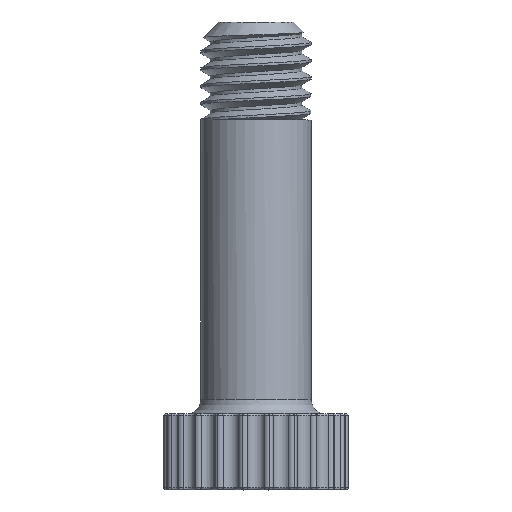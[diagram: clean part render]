
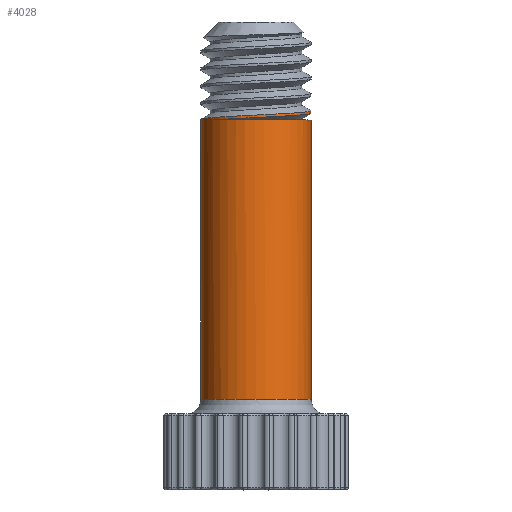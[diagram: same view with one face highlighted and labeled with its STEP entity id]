
A CAD part, top view. The second image highlights one B-rep face of the part: STEP entity #4028.
In plain terms, the highlighted cylindrical face has radius 5.621 mm (diameter 11.242 mm), a full revolution.
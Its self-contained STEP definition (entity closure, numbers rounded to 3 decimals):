
#378=FACE_OUTER_BOUND('',#662,.T.);
#662=EDGE_LOOP('',(#2593,#2594,#2595,#2596,#2597,#2598,#2599,#2600,#2601));
#947=CIRCLE('',#4327,5.621);
#948=CIRCLE('',#4328,5.621);
#949=CIRCLE('',#4329,5.621);
#1310=B_SPLINE_CURVE_WITH_KNOTS('',3,(#6366,#6367,#6368,#6369,#6370,#6371,
#6372,#6373,#6374,#6375,#6376,#6377,#6378,#6379,#6380,#6381,#6382,#6383,
#6384,#6385,#6386,#6387,#6388,#6389,#6390,#6391,#6392,#6393,#6394,#6395,
#6396,#6397,#6398,#6399),.UNSPECIFIED.,.F.,.F.,(4,3,3,3,3,3,3,3,3,3,3,4),
(-8.581,-8.332,-7.811,-7.03,
-6.249,-5.468,-4.687,-4.101,
-3.515,-2.929,-2.343,-2.297),
 .UNSPECIFIED.);
#1311=B_SPLINE_CURVE_WITH_KNOTS('',3,(#6406,#6407,#6408,#6409),
 .UNSPECIFIED.,.F.,.F.,(4,4),(-2.297,-2.07),
 .UNSPECIFIED.);
#1312=B_SPLINE_CURVE_WITH_KNOTS('',3,(#6412,#6413,#6414,#6415,#6416,#6417,
#6418,#6419,#6420,#6421,#6422,#6423,#6424,#6425,#6426,#6427,#6428,#6429,
#6430,#6431,#6432,#6433,#6434,#6435,#6436,#6437,#6438,#6439),
 .UNSPECIFIED.,.F.,.F.,(4,3,3,3,3,3,3,3,3,4),(0.,0.623,1.246,
1.868,2.491,3.114,3.737,4.36,
4.982,5.607),.UNSPECIFIED.);
#1338=LINE('',#6364,#1438);
#1339=LINE('',#6401,#1439);
#1438=VECTOR('',#4974,5.621);
#1439=VECTOR('',#4975,5.621);
#1538=VERTEX_POINT('',#6362);
#1539=VERTEX_POINT('',#6363);
#1540=VERTEX_POINT('',#6365);
#1541=VERTEX_POINT('',#6400);
#1542=VERTEX_POINT('',#6402);
#1543=VERTEX_POINT('',#6405);
#1544=VERTEX_POINT('',#6410);
#1925=EDGE_CURVE('',#1538,#1539,#1338,.T.);
#1926=EDGE_CURVE('',#1538,#1540,#1310,.T.);
#1927=EDGE_CURVE('',#1540,#1541,#1339,.T.);
#1928=EDGE_CURVE('',#1542,#1541,#947,.T.);
#1929=EDGE_CURVE('',#1541,#1542,#948,.T.);
#1930=EDGE_CURVE('',#1540,#1543,#1311,.T.);
#1931=EDGE_CURVE('',#1543,#1544,#949,.T.);
#1932=EDGE_CURVE('',#1544,#1539,#1312,.T.);
#2593=ORIENTED_EDGE('',*,*,#1925,.F.);
#2594=ORIENTED_EDGE('',*,*,#1926,.T.);
#2595=ORIENTED_EDGE('',*,*,#1927,.T.);
#2596=ORIENTED_EDGE('',*,*,#1928,.F.);
#2597=ORIENTED_EDGE('',*,*,#1929,.F.);
#2598=ORIENTED_EDGE('',*,*,#1927,.F.);
#2599=ORIENTED_EDGE('',*,*,#1930,.T.);
#2600=ORIENTED_EDGE('',*,*,#1931,.T.);
#2601=ORIENTED_EDGE('',*,*,#1932,.T.);
#3929=CYLINDRICAL_SURFACE('',#4326,5.621);
#4028=ADVANCED_FACE('',(#378),#3929,.T.);
#4326=AXIS2_PLACEMENT_3D('',#6361,#4972,#4973);
#4327=AXIS2_PLACEMENT_3D('',#6403,#4976,#4977);
#4328=AXIS2_PLACEMENT_3D('',#6404,#4978,#4979);
#4329=AXIS2_PLACEMENT_3D('',#6411,#4980,#4981);
#4972=DIRECTION('center_axis',(0.,1.,0.));
#4973=DIRECTION('ref_axis',(1.,0.,0.));
#4974=DIRECTION('',(0.,-1.,0.));
#4975=DIRECTION('',(0.,-1.,0.));
#4976=DIRECTION('center_axis',(0.,-1.,0.));
#4977=DIRECTION('ref_axis',(1.,0.,0.));
#4978=DIRECTION('center_axis',(0.,-1.,0.));
#4979=DIRECTION('ref_axis',(1.,0.,0.));
#4980=DIRECTION('center_axis',(0.,-1.,0.));
#4981=DIRECTION('ref_axis',(1.,0.,0.));
#6361=CARTESIAN_POINT('Origin',(-0.184,0.,0.438));
#6362=CARTESIAN_POINT('',(-5.804,31.813,0.438));
#6363=CARTESIAN_POINT('',(-5.804,31.562,0.44));
#6364=CARTESIAN_POINT('',(-5.805,0.,0.438));
#6365=CARTESIAN_POINT('',(-5.806,30.063,0.438));
#6366=CARTESIAN_POINT('Ctrl Pts',(-5.804,31.813,0.438));
#6367=CARTESIAN_POINT('Ctrl Pts',(-5.804,31.79,-0.027));
#6368=CARTESIAN_POINT('Ctrl Pts',(-5.747,31.767,-0.493));
#6369=CARTESIAN_POINT('Ctrl Pts',(-5.632,31.744,-0.945));
#6370=CARTESIAN_POINT('Ctrl Pts',(-5.393,31.696,-1.891));
#6371=CARTESIAN_POINT('Ctrl Pts',(-4.903,31.647,-2.775));
#6372=CARTESIAN_POINT('Ctrl Pts',(-4.224,31.599,-3.474));
#6373=CARTESIAN_POINT('Ctrl Pts',(-3.204,31.527,-4.522));
#6374=CARTESIAN_POINT('Ctrl Pts',(-1.758,31.454,-5.154));
#6375=CARTESIAN_POINT('Ctrl Pts',(-0.298,31.382,-5.185));
#6376=CARTESIAN_POINT('Ctrl Pts',(1.162,31.309,-5.215));
#6377=CARTESIAN_POINT('Ctrl Pts',(2.636,31.236,-4.644));
#6378=CARTESIAN_POINT('Ctrl Pts',(3.694,31.164,-3.636));
#6379=CARTESIAN_POINT('Ctrl Pts',(4.753,31.091,-2.628));
#6380=CARTESIAN_POINT('Ctrl Pts',(5.396,31.019,-1.183));
#6381=CARTESIAN_POINT('Ctrl Pts',(5.438,30.946,0.276));
#6382=CARTESIAN_POINT('Ctrl Pts',(5.479,30.874,1.736));
#6383=CARTESIAN_POINT('Ctrl Pts',(4.919,30.801,3.211));
#6384=CARTESIAN_POINT('Ctrl Pts',(3.922,30.729,4.28));
#6385=CARTESIAN_POINT('Ctrl Pts',(3.174,30.674,5.082));
#6386=CARTESIAN_POINT('Ctrl Pts',(2.18,30.62,5.655));
#6387=CARTESIAN_POINT('Ctrl Pts',(1.112,30.566,5.908));
#6388=CARTESIAN_POINT('Ctrl Pts',(0.044,30.511,6.161));
#6389=CARTESIAN_POINT('Ctrl Pts',(-1.099,30.457,6.092));
#6390=CARTESIAN_POINT('Ctrl Pts',(-2.128,30.403,5.713));
#6391=CARTESIAN_POINT('Ctrl Pts',(-3.157,30.348,5.334));
#6392=CARTESIAN_POINT('Ctrl Pts',(-4.073,30.294,4.644));
#6393=CARTESIAN_POINT('Ctrl Pts',(-4.721,30.239,3.758));
#6394=CARTESIAN_POINT('Ctrl Pts',(-5.369,30.185,2.873));
#6395=CARTESIAN_POINT('Ctrl Pts',(-5.75,30.131,1.793));
#6396=CARTESIAN_POINT('Ctrl Pts',(-5.8,30.076,0.697));
#6397=CARTESIAN_POINT('Ctrl Pts',(-5.804,30.072,0.611));
#6398=CARTESIAN_POINT('Ctrl Pts',(-5.806,30.068,0.524));
#6399=CARTESIAN_POINT('Ctrl Pts',(-5.806,30.063,0.438));
#6400=CARTESIAN_POINT('',(-5.805,1.5,0.438));
#6401=CARTESIAN_POINT('',(-5.805,0.,0.438));
#6402=CARTESIAN_POINT('',(-0.184,1.5,6.059));
#6403=CARTESIAN_POINT('Origin',(-0.184,1.5,0.438));
#6404=CARTESIAN_POINT('Origin',(-0.184,1.5,0.438));
#6405=CARTESIAN_POINT('',(-5.659,30.,-0.83));
#6406=CARTESIAN_POINT('Ctrl Pts',(-5.806,30.063,0.438));
#6407=CARTESIAN_POINT('Ctrl Pts',(-5.805,30.042,0.012));
#6408=CARTESIAN_POINT('Ctrl Pts',(-5.755,30.021,-0.414));
#6409=CARTESIAN_POINT('Ctrl Pts',(-5.659,30.,-0.83));
#6410=CARTESIAN_POINT('',(-4.568,30.,3.956));
#6411=CARTESIAN_POINT('Origin',(-0.184,30.,0.438));
#6412=CARTESIAN_POINT('Ctrl Pts',(-4.568,30.,3.956));
#6413=CARTESIAN_POINT('Ctrl Pts',(-3.837,30.058,4.867));
#6414=CARTESIAN_POINT('Ctrl Pts',(-2.816,30.116,5.541));
#6415=CARTESIAN_POINT('Ctrl Pts',(-1.693,30.173,5.854));
#6416=CARTESIAN_POINT('Ctrl Pts',(-0.57,30.231,6.167));
#6417=CARTESIAN_POINT('Ctrl Pts',(0.655,30.289,6.118));
#6418=CARTESIAN_POINT('Ctrl Pts',(1.75,30.347,5.717));
#6419=CARTESIAN_POINT('Ctrl Pts',(2.845,30.405,5.316));
#6420=CARTESIAN_POINT('Ctrl Pts',(3.811,30.463,4.563));
#6421=CARTESIAN_POINT('Ctrl Pts',(4.466,30.52,3.598));
#6422=CARTESIAN_POINT('Ctrl Pts',(5.121,30.578,2.634));
#6423=CARTESIAN_POINT('Ctrl Pts',(5.466,30.636,1.458));
#6424=CARTESIAN_POINT('Ctrl Pts',(5.436,30.694,0.292));
#6425=CARTESIAN_POINT('Ctrl Pts',(5.406,30.752,-0.873));
#6426=CARTESIAN_POINT('Ctrl Pts',(5.001,30.809,-2.029));
#6427=CARTESIAN_POINT('Ctrl Pts',(4.296,30.867,-2.959));
#6428=CARTESIAN_POINT('Ctrl Pts',(3.591,30.925,-3.888));
#6429=CARTESIAN_POINT('Ctrl Pts',(2.587,30.983,-4.591));
#6430=CARTESIAN_POINT('Ctrl Pts',(1.473,31.041,-4.934));
#6431=CARTESIAN_POINT('Ctrl Pts',(0.359,31.099,-5.278));
#6432=CARTESIAN_POINT('Ctrl Pts',(-0.864,31.156,-5.262));
#6433=CARTESIAN_POINT('Ctrl Pts',(-1.971,31.214,-4.892));
#6434=CARTESIAN_POINT('Ctrl Pts',(-3.077,31.272,-4.522));
#6435=CARTESIAN_POINT('Ctrl Pts',(-4.067,31.33,-3.796));
#6436=CARTESIAN_POINT('Ctrl Pts',(-4.746,31.388,-2.85));
#6437=CARTESIAN_POINT('Ctrl Pts',(-5.428,31.446,-1.901));
#6438=CARTESIAN_POINT('Ctrl Pts',(-5.797,31.504,-0.729));
#6439=CARTESIAN_POINT('Ctrl Pts',(-5.804,31.562,0.44));
